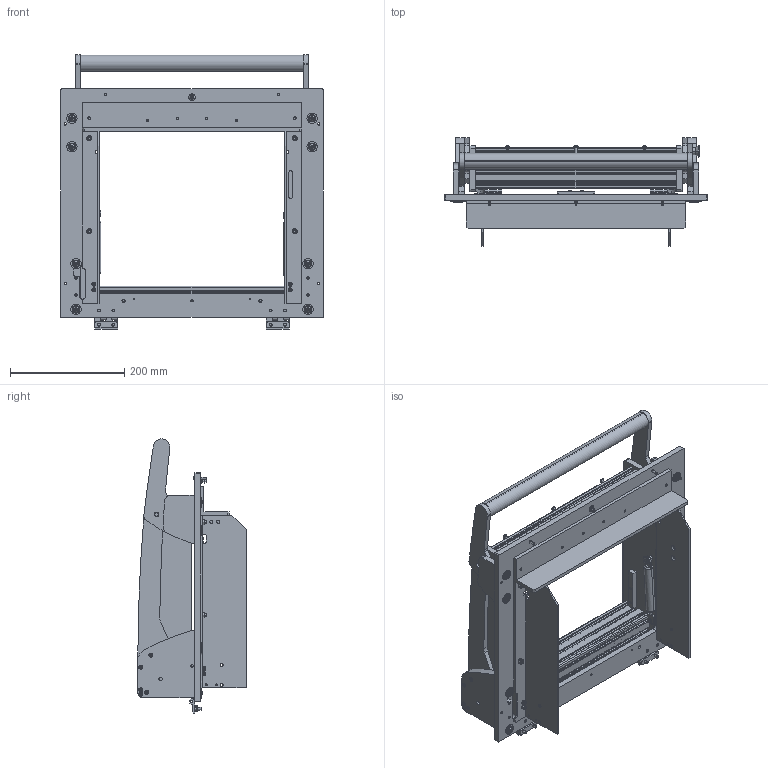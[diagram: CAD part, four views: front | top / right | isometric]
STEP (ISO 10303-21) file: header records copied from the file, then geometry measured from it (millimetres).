
FILE_DESCRIPTION (( 'STEP AP214' ), '1' );
FILE_NAME ('INGUN_48522.STEP', '2024-11-18T09:26:05', ( '' ), ( '' ), 'SwSTEP 2.0', 'SolidWorks 2023', '' );
FILE_SCHEMA (( 'AUTOMOTIVE_DESIGN' ));
Length unit declared in the file: millimetre
Products named in the file (57): 116176~0_S; 112064~0_S; 53837~3_KUNDE<S>; 115900~0_S; 53839~0_S; 115689~0_S; SCHNORR~n_04,3 M04; 38786~1; DIN912~n_M04,0x016; 109950~0_KUNDE<S>; 48517~6_S; 2281~0; INGUN_48522; 57801~2_S; 47523~0_S; 55713~1_KUNDE<S>; DIN6325~n_04,0m6x014; K_02037~0_Standard ohne Dyn Punkt<Standard>; 114566~2_S; DIN125~n_06,4 M06,0 Fase; 53031~0_S; DIN934~n_M05,0; ISO7380~n_M04,0x020; 55712~0_KUNDE<S>; 39893~3_KUNDE<S>; 3381~0; 35648~17; 109949~0_KUNDE<S>; 115901~1_verstemmt <S>; 39894~2_KUNDE<S>; 34328~1_S; SCHNORR~n_13,0 M12; 114115~0_S; 35663~9_S; 2281~0_180°<Standard>; DIN7991~n_M05,0x020; 39892~7_KUNDE<S>; 30618~4_S; 53838~0_S; 48509~2_S ...
Assembly tree (128 placements, depth 5):
  INGUN_48522
    48517~6_S
      35648~17
      48512~0_S
      35662~11_S
      35663~9_S
      48509~2_S
      2281~0_180°<Standard>  x2
        2281~0
      112064~0_S  x2
      53031~0_S
      114566~2_S  x2
        115900~0_S
          115689~0_S
          115901~1_verstemmt <S>
          30618~4_S
          116176~0_S
        DIN912~n_M04,0x016
        SCHNORR~n_04,3 M04
      DIN7991~n_M05,0x016  x10
      SCHNORR~n_05,3 M05  x4
      DIN934~n_M05,0  x4
      DIN7991~n_M05,0x020  x6
      DIN6325~n_06,0m6x012  x2
      DIN6325~n_04,0m6x014  x2
    48519~7_KUNDE<S>
      53836~2_KUNDE<S>
      53837~3_KUNDE<S>
      34328~1_S  x2
      53838~0_S
      53839~0_S
      57801~2_S  x2
      49317~0  x2
      DIN125~n_06,4 M06,0 Fase  x2
      ISO7380~n_M04,0x020
      ISO7380~n_M04,0x016  x2
      3381~0  x3
      114115~0_S  x2
    109949~0_KUNDE<S>
      55713~1_KUNDE<S>
    109950~0_KUNDE<S>
      55713~1_KUNDE<S>
    39892~7_KUNDE<S>
    39891~3_KUNDE<S>
    39894~2_KUNDE<S>
    39893~3_KUNDE<S>
    109951~1_KUNDE<S>
      35714~3_S
      55712~0_KUNDE<S>  x2
    47523~0_S  x10
    38786~1
      K_02037~0
      K_02038~0
    31788~1
      K_02037~0_Standard ohne Dyn Punkt<Standard>
      K_02038~0
    109128~0_S
    ISO7380~n_M05,0x020  x8
    SCHNORR~n_13,0 M12  x8
    DIN6325~n_04,0m6x014  x8
Bounding box: 460 x 190.06 x 480.44 mm (x, y, z)
Volume: 3122936 mm3; surface area: 1303454 mm2
Topology: 128 solids, 128 shells, 3265 faces, 8381 edges, 5363 vertices
Faces by surface type: cylinder 1382, plane 1253, cone 443, bspline 83, sphere 54, torus 50
Entity records: 61895 total; most frequent: CARTESIAN_POINT 12272, DIRECTION 10495, ORIENTED_EDGE 9706, EDGE_CURVE 4853, AXIS2_PLACEMENT_3D 3913, VERTEX_POINT 3143, VECTOR 2669, LINE 2669
